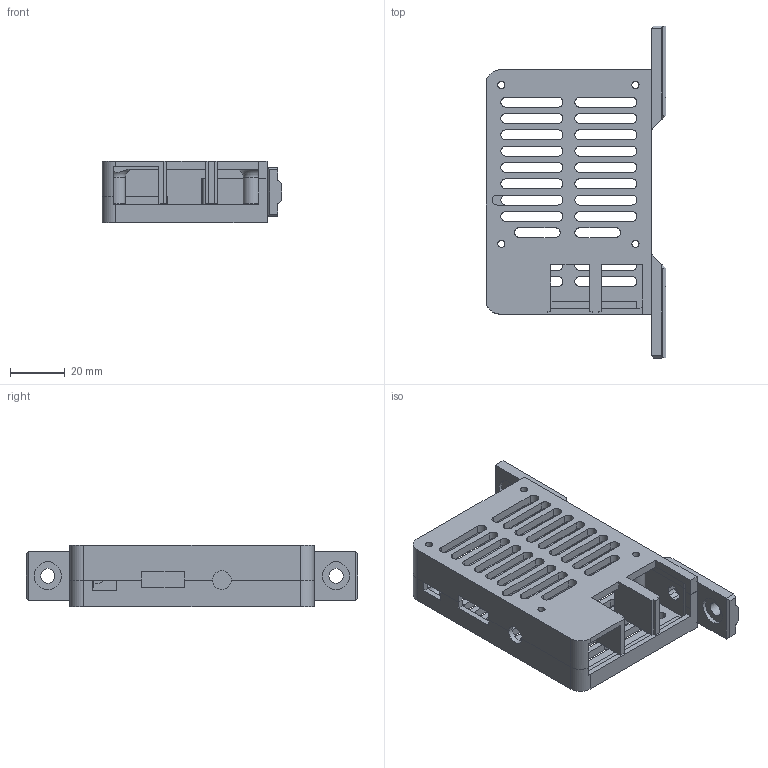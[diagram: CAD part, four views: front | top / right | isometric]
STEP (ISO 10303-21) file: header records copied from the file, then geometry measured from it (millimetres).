
FILE_DESCRIPTION(/* description */ (''),/* implementation_level */ '2;1');
FILE_NAME(/* name */ 'Detached Tabs Bear Pi Case.step',/* time_stamp */ '2019-02-07T14:22:44-06:00',/* author */ ('craig.bassett'),/* organization */ (''),/* preprocessor_version */ 'ST-DEVELOPER v17.2',/* originating_system */ 'Autodesk Translation Framework v7.6.0.251',/* authorisation */ '');
FILE_SCHEMA (('AUTOMOTIVE_DESIGN { 1 0 10303 214 3 1 1 }'));
Length unit declared in the file: millimetre
Products named in the file (4): Bear Pi Case; Bear Pi Case_1; Base; Top
Assembly tree (3 placements, depth 3):
  Bear Pi Case
    Bear Pi Case_1
      Base
      Top
Bounding box: 65.6 x 121.2 x 22.6 mm (x, y, z)
Volume: 36686.3 mm3; surface area: 36789.2 mm2
Topology: 4 solids, 4 shells, 519 faces, 1496 edges, 982 vertices
Faces by surface type: plane 365, cylinder 138, bspline 8, torus 8
Full cylindrical faces by diameter (mm): 2.6 x8, 6 x4
Entity records: 17743 total; most frequent: CARTESIAN_POINT 3542, ORIENTED_EDGE 2992, DIRECTION 2843, EDGE_CURVE 1496, LINE 1125, VECTOR 1125, VERTEX_POINT 982, AXIS2_PLACEMENT_3D 859
